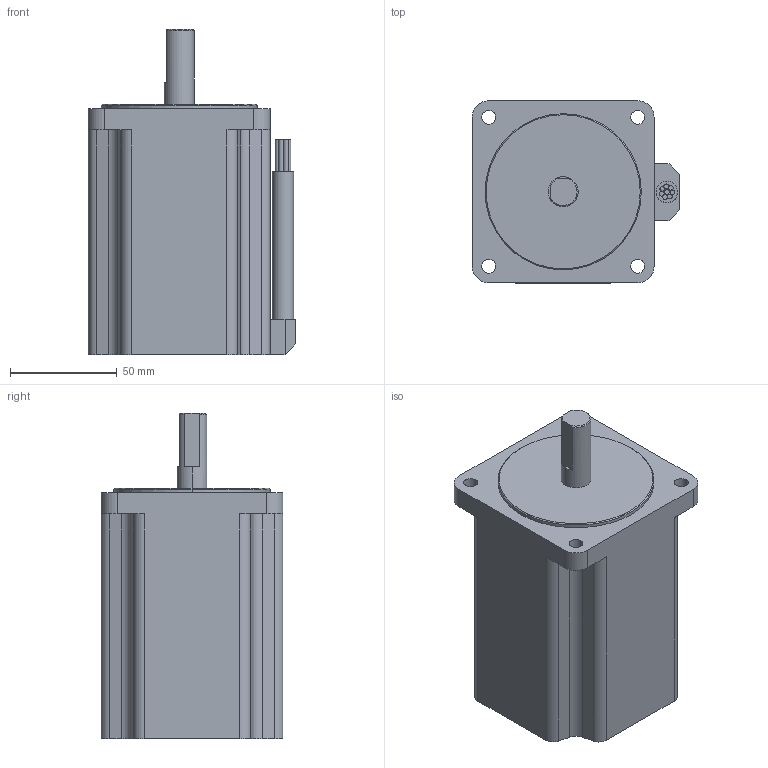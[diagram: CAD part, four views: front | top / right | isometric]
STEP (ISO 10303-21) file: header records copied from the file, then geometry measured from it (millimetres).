
FILE_DESCRIPTION (( 'STEP AP214' ), '1' );
FILE_NAME ('AM34HD6801-01.STEP', '2016-06-15T06:41:15', ( 'jrww' ), ( 'jrww' ), 'SwSTEP 2.0', 'SolidWorks 2011', '' );
FILE_SCHEMA (( 'AUTOMOTIVE_DESIGN' ));
Length unit declared in the file: millimetre
Products named in the file (1): AM34HD6801-01
Bounding box: 97 x 85 x 152 mm (x, y, z)
Volume: 762028.2 mm3; surface area: 55976.7 mm2
Topology: 1 solids, 1 shells, 90 faces, 227 edges, 150 vertices
Faces by surface type: cylinder 46, plane 40, cone 4
Entity records: 2793 total; most frequent: DIRECTION 505, CARTESIAN_POINT 480, ORIENTED_EDGE 454, EDGE_CURVE 227, AXIS2_PLACEMENT_3D 191, VERTEX_POINT 150, VECTOR 123, LINE 123
